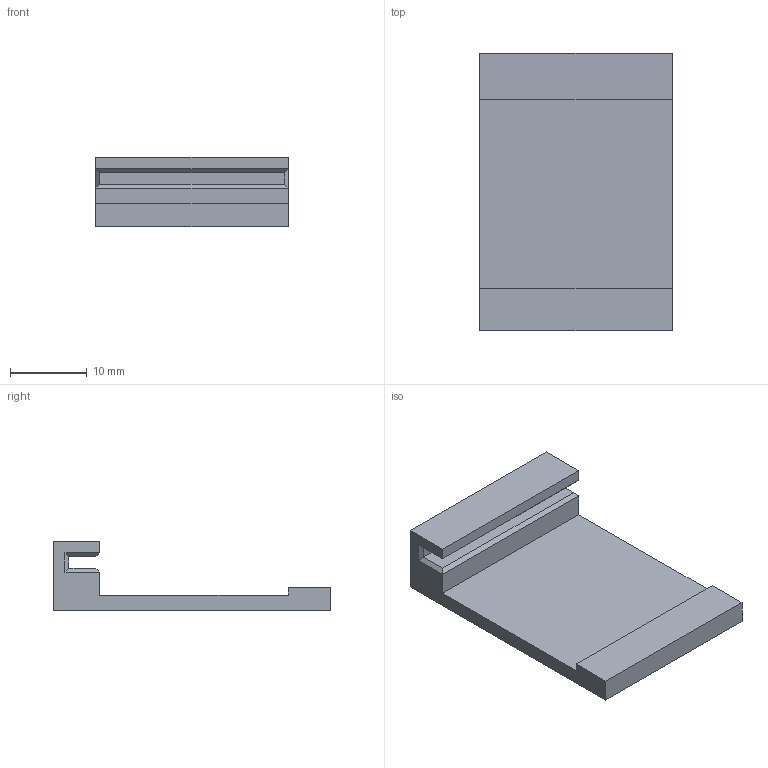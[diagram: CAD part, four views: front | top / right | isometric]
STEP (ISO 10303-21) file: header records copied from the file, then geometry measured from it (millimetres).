
FILE_DESCRIPTION(/* description */ ('STEP AP242','CAx-IF Rec.Pracs.---Representation and Presentation of Product Manufacturing Information (PMI)---4.0---2014-10-13','CAx-IF Rec.Pracs.---3D Tessellated Geometry---0.4---2014-09-14','2;1'),/* implementation_level */ '2;1');
FILE_NAME(/* name */ '66873b952de9c071e9a9cf1a',/* time_stamp */ '2024-07-05T00:17:26Z',/* author */ (''),/* organization */ (''),/* preprocessor_version */ 'ST-DEVELOPER v20',/* originating_system */ ' ',/* authorisation */ ' ');
FILE_SCHEMA (('AP242_MANAGED_MODEL_BASED_3D_ENGINEERING_MIM_LF { 1 0 10303 442 1 1 4 }'));
Length unit declared in the file: metre
Products named in the file (1): ESP Mount
Bounding box: 25 x 36 x 9 mm (x, y, z)
Volume: 2828.9 mm3; surface area: 2706.8 mm2
Topology: 1 solids, 1 shells, 22 faces, 52 edges, 32 vertices
Faces by surface type: plane 22
Entity records: 634 total; most frequent: CARTESIAN_POINT 107, ORIENTED_EDGE 104, DIRECTION 98, EDGE_CURVE 52, LINE 52, VECTOR 52, VERTEX_POINT 32, AXIS2_PLACEMENT_3D 23
